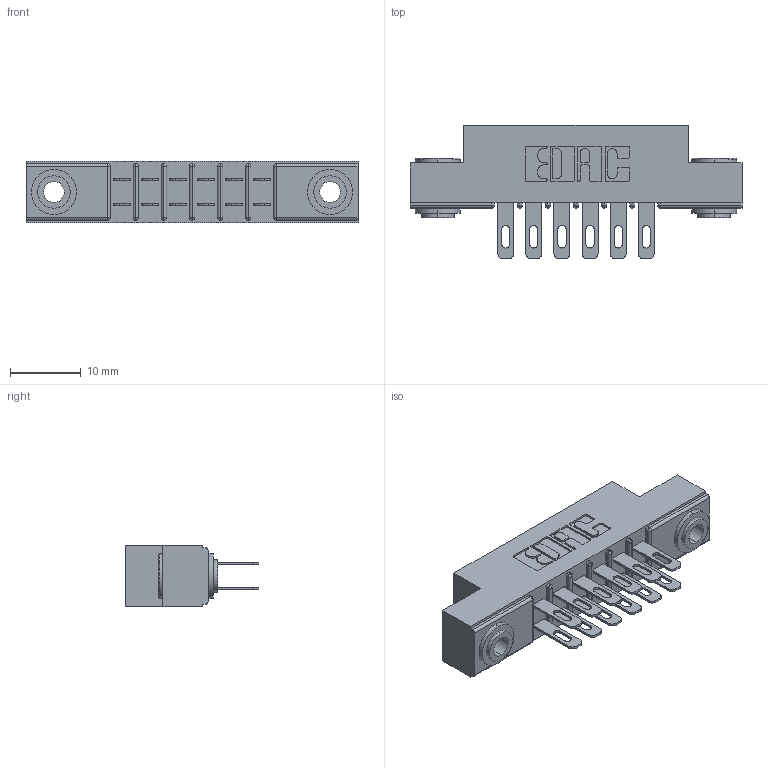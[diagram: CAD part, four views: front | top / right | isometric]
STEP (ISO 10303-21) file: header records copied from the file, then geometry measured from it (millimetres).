
FILE_DESCRIPTION (( 'STEP AP203' ), '1' );
FILE_NAME ('305-012-500-503.STEP', '2019-09-09T11:12:34', ( '' ), ( '' ), 'SwSTEP 2.0', 'SolidWorks 2016', '' );
FILE_SCHEMA (( 'CONFIG_CONTROL_DESIGN' ));
Length unit declared in the file: inch
Products named in the file (4): 305 Part_.156 Dia; 345-250-002_345-250-002-102; 305-290-001_500; 305-012-500-503
Assembly tree (15 placements, depth 2):
  305-012-500-503
    305 Part_.156 Dia
    305-290-001_500  x12
    345-250-002_345-250-002-102  x2
Bounding box: 46.79 x 18.85 x 8.71 mm (x, y, z)
Volume: 2905.2 mm3; surface area: 5216.6 mm2
Topology: 15 solids, 15 shells, 768 faces, 2150 edges, 1396 vertices
Faces by surface type: plane 428, cylinder 308, sphere 24, cone 8
Entity records: 11966 total; most frequent: CARTESIAN_POINT 1961, DIRECTION 1944, ORIENTED_EDGE 1932, EDGE_CURVE 966, LINE 730, VECTOR 730, VERTEX_POINT 624, AXIS2_PLACEMENT_3D 607
